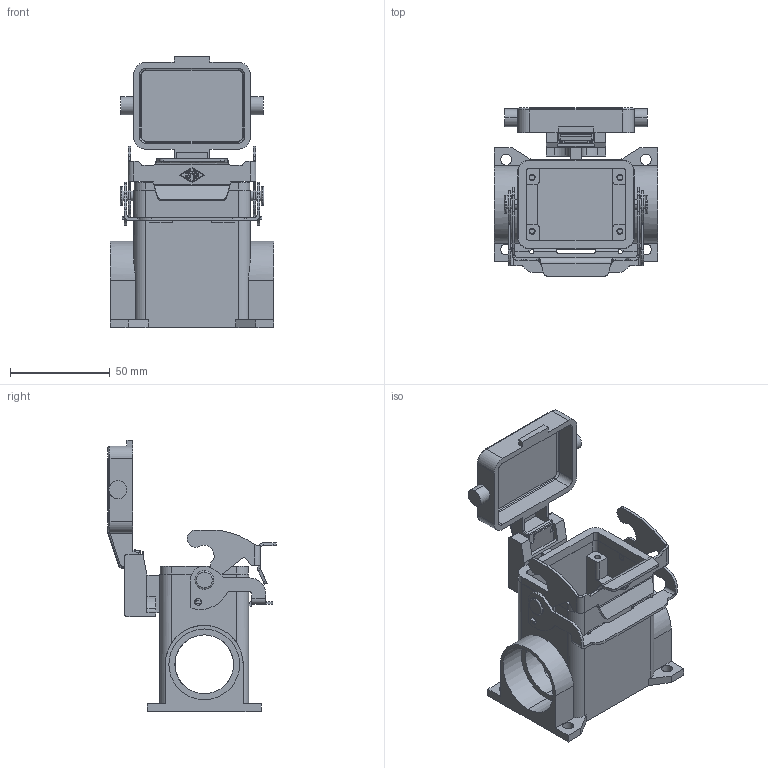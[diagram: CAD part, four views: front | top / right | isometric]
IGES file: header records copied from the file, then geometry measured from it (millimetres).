
Global section: file name: No Iges File Name specified; native system: AutoDesk Inventor R6.1; preprocessor: AutoDesk Inventor Iges Exporter R6.1; author: No Author specified; organization: No Organization specified; date: 20070105.083535; units: millimetre
Bounding box: 82 x 84.23 x 136 mm (x, y, z)
Volume: 111780.6 mm3; surface area: 62561 mm2
Topology: 4 solids, 4 shells, 574 faces, 1548 edges, 1010 vertices
Faces by surface type: plane 222, bspline 149, cylinder 100, revolution 89, torus 10, sphere 2, cone 2
